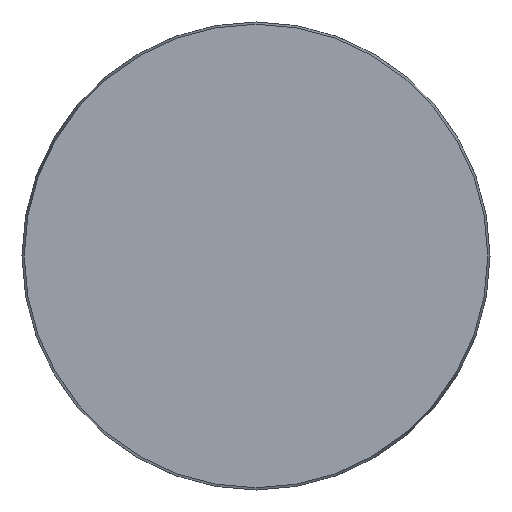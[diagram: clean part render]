
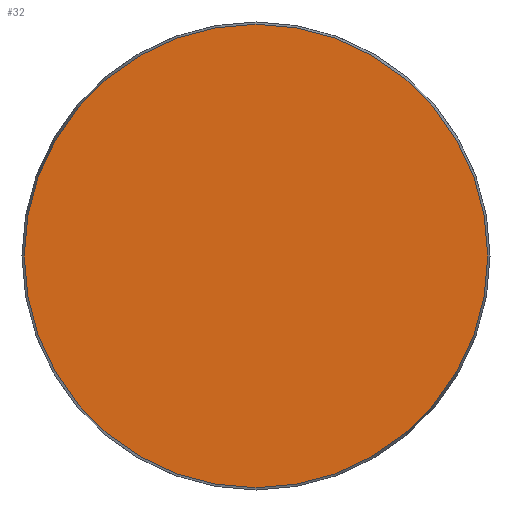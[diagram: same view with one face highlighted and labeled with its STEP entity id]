
A CAD part, front view. The second image highlights one B-rep face of the part: STEP entity #32.
In plain terms, the highlighted planar face has unit normal (0, -1, 0).
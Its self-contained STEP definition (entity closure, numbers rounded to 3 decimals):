
#22 = AXIS2_PLACEMENT_3D ( 'NONE', #241, #492, #113 ) ;
#32 = ADVANCED_FACE ( 'NONE', ( #503 ), #123, .F. ) ;
#47 = EDGE_CURVE ( 'NONE', #356, #356, #489, .T. ) ;
#113 = DIRECTION ( 'NONE',  ( 0., 0., 1. ) ) ;
#114 = DIRECTION ( 'NONE',  ( 0., -1., 0. ) ) ;
#123 = PLANE ( 'NONE',  #22 ) ;
#127 = AXIS2_PLACEMENT_3D ( 'NONE', #360, #114, #541 ) ;
#241 = CARTESIAN_POINT ( 'NONE',  ( -58.425, 0., 0. ) ) ;
#263 = EDGE_LOOP ( 'NONE', ( #364 ) ) ;
#356 = VERTEX_POINT ( 'NONE', #485 ) ;
#360 = CARTESIAN_POINT ( 'NONE',  ( 0., 0., 0. ) ) ;
#364 = ORIENTED_EDGE ( 'NONE', *, *, #47, .T. ) ;
#485 = CARTESIAN_POINT ( 'NONE',  ( 0., 0., -58.425 ) ) ;
#489 = CIRCLE ( 'NONE', #127, 58.425 ) ;
#492 = DIRECTION ( 'NONE',  ( 0., 1., 0. ) ) ;
#503 = FACE_OUTER_BOUND ( 'NONE', #263, .T. ) ;
#541 = DIRECTION ( 'NONE',  ( 0., 0., -1. ) ) ;
